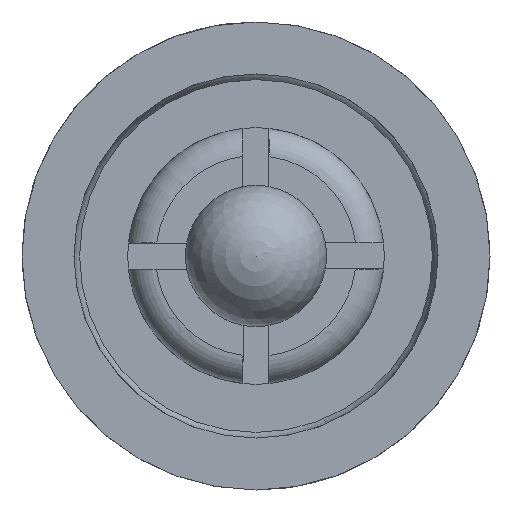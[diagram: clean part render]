
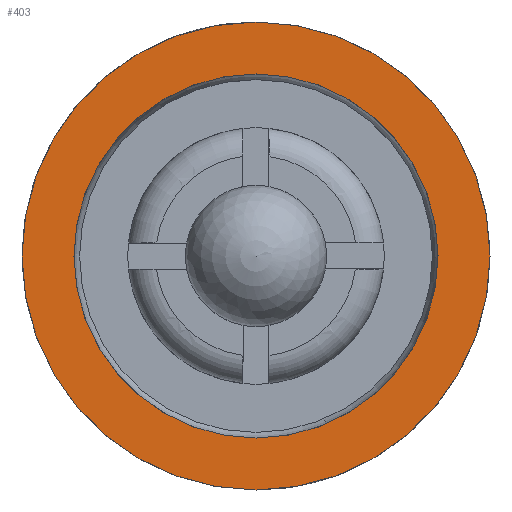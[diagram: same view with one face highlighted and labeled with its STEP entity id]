
A CAD part, front view. The second image highlights one B-rep face of the part: STEP entity #403.
In plain terms, the highlighted planar face has unit normal (0, -1, 0).
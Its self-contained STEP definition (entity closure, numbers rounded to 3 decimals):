
#36 = VERTEX_POINT ( 'NONE', #487 ) ;
#38 = EDGE_CURVE ( 'NONE', #39, #36, #486, .T. ) ;
#39 = VERTEX_POINT ( 'NONE', #481 ) ;
#65 = VERTEX_POINT ( 'NONE', #418 ) ;
#67 = EDGE_CURVE ( 'NONE', #68, #65, #417, .T. ) ;
#68 = VERTEX_POINT ( 'NONE', #811 ) ;
#376 = EDGE_CURVE ( 'NONE', #65, #68, #1235, .T. ) ;
#377 = EDGE_LOOP ( 'NONE', ( #404, #405 ) ) ;
#403 = ADVANCED_FACE ( 'NONE', ( #1187, #1186 ), #1184, .T. ) ;
#404 = ORIENTED_EDGE ( 'NONE', *, *, #38, .T. ) ;
#405 = ORIENTED_EDGE ( 'NONE', *, *, #406, .T. ) ;
#406 = EDGE_CURVE ( 'NONE', #36, #39, #1125, .T. ) ;
#407 = EDGE_LOOP ( 'NONE', ( #408, #409 ) ) ;
#408 = ORIENTED_EDGE ( 'NONE', *, *, #67, .T. ) ;
#409 = ORIENTED_EDGE ( 'NONE', *, *, #376, .T. ) ;
#413 = DIRECTION ( 'NONE',  ( 0., 0., -1. ) ) ;
#414 = DIRECTION ( 'NONE',  ( 0., -1., 0. ) ) ;
#415 = CARTESIAN_POINT ( 'NONE',  ( 0.113, 5.298, 0.369 ) ) ;
#416 = AXIS2_PLACEMENT_3D ( 'NONE', #415, #414, #413 ) ;
#417 = CIRCLE ( 'NONE', #416, 3.2 ) ;
#418 = CARTESIAN_POINT ( 'NONE',  ( 0.113, 5.298, 3.569 ) ) ;
#481 = CARTESIAN_POINT ( 'NONE',  ( 0.113, 5.298, -2.12 ) ) ;
#482 = DIRECTION ( 'NONE',  ( 0., 0., -1. ) ) ;
#483 = DIRECTION ( 'NONE',  ( 0., 1., 0. ) ) ;
#484 = CARTESIAN_POINT ( 'NONE',  ( 0.113, 5.298, 0.369 ) ) ;
#485 = AXIS2_PLACEMENT_3D ( 'NONE', #484, #483, #482 ) ;
#486 = CIRCLE ( 'NONE', #485, 2.489 ) ;
#487 = CARTESIAN_POINT ( 'NONE',  ( 0.113, 5.298, 2.858 ) ) ;
#811 = CARTESIAN_POINT ( 'NONE',  ( 0.113, 5.298, -2.831 ) ) ;
#1122 = DIRECTION ( 'NONE',  ( 0., 0., -1. ) ) ;
#1123 = DIRECTION ( 'NONE',  ( 0., 1., 0. ) ) ;
#1124 = AXIS2_PLACEMENT_3D ( 'NONE', #1130, #1123, #1122 ) ;
#1125 = CIRCLE ( 'NONE', #1124, 2.489 ) ;
#1126 = DIRECTION ( 'NONE',  ( 0., 0., -1. ) ) ;
#1127 = DIRECTION ( 'NONE',  ( 0., -1., 0. ) ) ;
#1128 = CARTESIAN_POINT ( 'NONE',  ( 3.066, 5.298, 1.601 ) ) ;
#1129 = AXIS2_PLACEMENT_3D ( 'NONE', #1128, #1127, #1126 ) ;
#1130 = CARTESIAN_POINT ( 'NONE',  ( 0.113, 5.298, 0.369 ) ) ;
#1184 = PLANE ( 'NONE',  #1129 ) ;
#1186 = FACE_OUTER_BOUND ( 'NONE', #407, .T. ) ;
#1187 = FACE_BOUND ( 'NONE', #377, .T. ) ;
#1231 = DIRECTION ( 'NONE',  ( 0., 0., -1. ) ) ;
#1232 = DIRECTION ( 'NONE',  ( 0., -1., 0. ) ) ;
#1233 = CARTESIAN_POINT ( 'NONE',  ( 0.113, 5.298, 0.369 ) ) ;
#1234 = AXIS2_PLACEMENT_3D ( 'NONE', #1233, #1232, #1231 ) ;
#1235 = CIRCLE ( 'NONE', #1234, 3.2 ) ;
